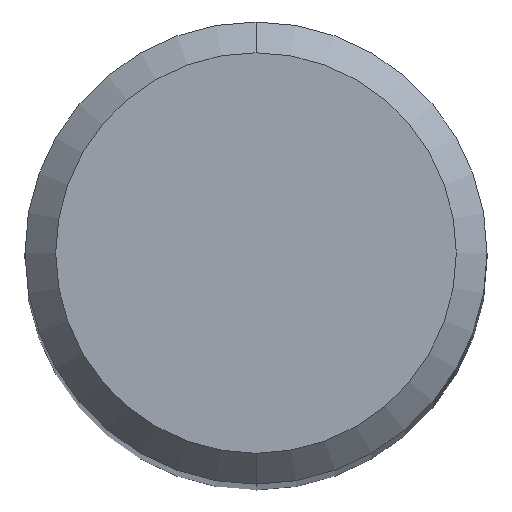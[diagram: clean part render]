
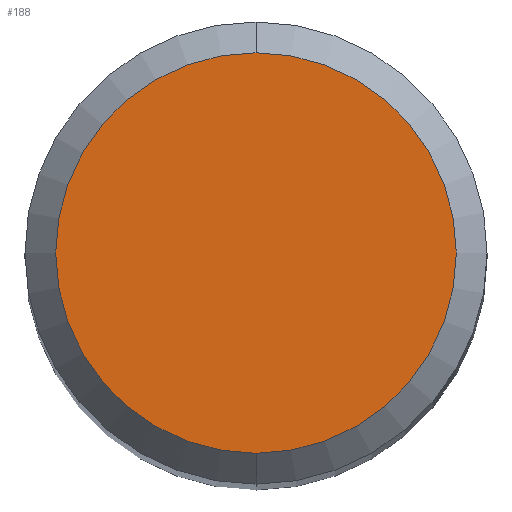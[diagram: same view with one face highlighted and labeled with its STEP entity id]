
A CAD part, top view. The second image highlights one B-rep face of the part: STEP entity #188.
In plain terms, the highlighted planar face has unit normal (0, 0, 1).
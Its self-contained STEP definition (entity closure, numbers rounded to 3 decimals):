
#138=EDGE_CURVE('',#200,#190,#298,.T.);
#188=ADVANCED_FACE('',(#353),#354,.T.);
#190=VERTEX_POINT('',#356);
#200=VERTEX_POINT('',#367);
#226=EDGE_CURVE('',#190,#200,#396,.T.);
#298=CIRCLE('',#471,2.6);
#353=FACE_OUTER_BOUND('',#540,.T.);
#354=PLANE('',#541);
#356=CARTESIAN_POINT('',(0.0,2.6,0.0));
#367=CARTESIAN_POINT('',(0.,-2.6,0.0));
#396=CIRCLE('',#596,2.6);
#471=AXIS2_PLACEMENT_3D('',#675,#676,#677);
#540=EDGE_LOOP('',(#742,#743));
#541=AXIS2_PLACEMENT_3D('',#744,#745,#746);
#596=AXIS2_PLACEMENT_3D('',#792,#793,#794);
#675=CARTESIAN_POINT('',(0.0,0.0,0.0));
#676=DIRECTION('',(0.0,0.0,-1.0));
#677=DIRECTION('',(0.0,1.0,0.0));
#742=ORIENTED_EDGE('',*,*,#226,.F.);
#743=ORIENTED_EDGE('',*,*,#138,.F.);
#744=CARTESIAN_POINT('',(0.0,1.3,0.0));
#745=DIRECTION('',(-0.0,0.0,1.0));
#746=DIRECTION('',(0.0,-1.0,0.0));
#792=CARTESIAN_POINT('',(0.0,0.0,0.0));
#793=DIRECTION('',(0.0,0.0,-1.0));
#794=DIRECTION('',(0.0,1.0,0.0));
